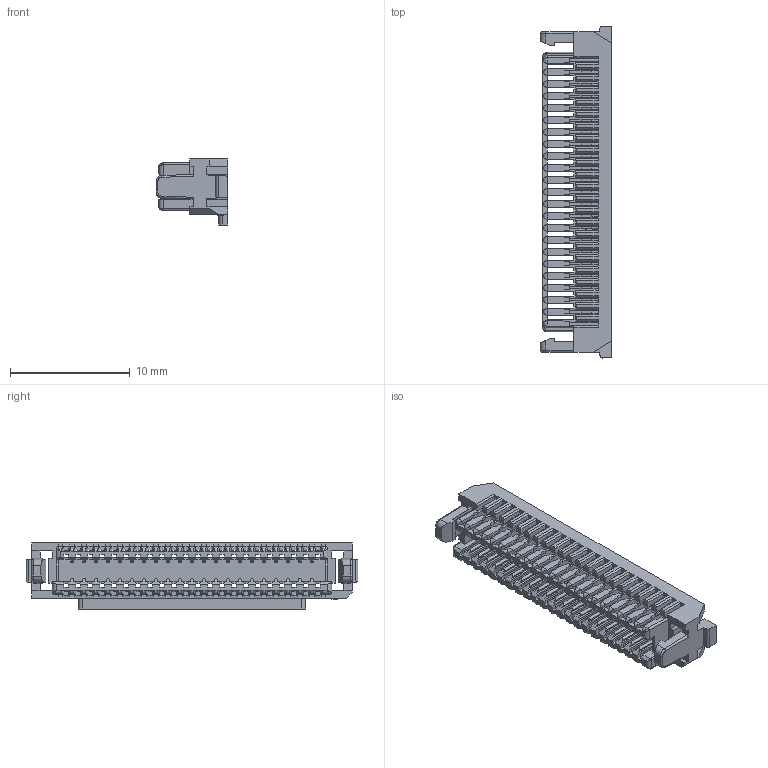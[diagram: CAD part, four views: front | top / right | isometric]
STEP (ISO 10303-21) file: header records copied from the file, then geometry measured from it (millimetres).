
FILE_DESCRIPTION (( 'STEP AP214' ), '1' );
FILE_NAME ('FHG10008-D44M2WHB.STEP', '2025-11-21T02:51:07', ( '' ), ( '' ), 'SwSTEP 2.0', 'SolidWorks 2021', '' );
FILE_SCHEMA (( 'AUTOMOTIVE_DESIGN' ));
Products named in the file (1): FHG10008-D44M2WHB
Bounding box: 6 x 27.71 x 5.51 mm (x, y, z)
Volume: 281.7 mm3; surface area: 1627.6 mm2
Topology: 1 solids, 1 shells, 2003 faces, 5940 edges, 3804 vertices
Faces by surface type: plane 1881, cylinder 112, torus 6, bspline 4
Entity records: 66150 total; most frequent: CARTESIAN_POINT 12948, ORIENTED_EDGE 11880, DIRECTION 9864, EDGE_CURVE 5940, VECTOR 5704, LINE 5704, VERTEX_POINT 3804, AXIS2_PLACEMENT_3D 2080
